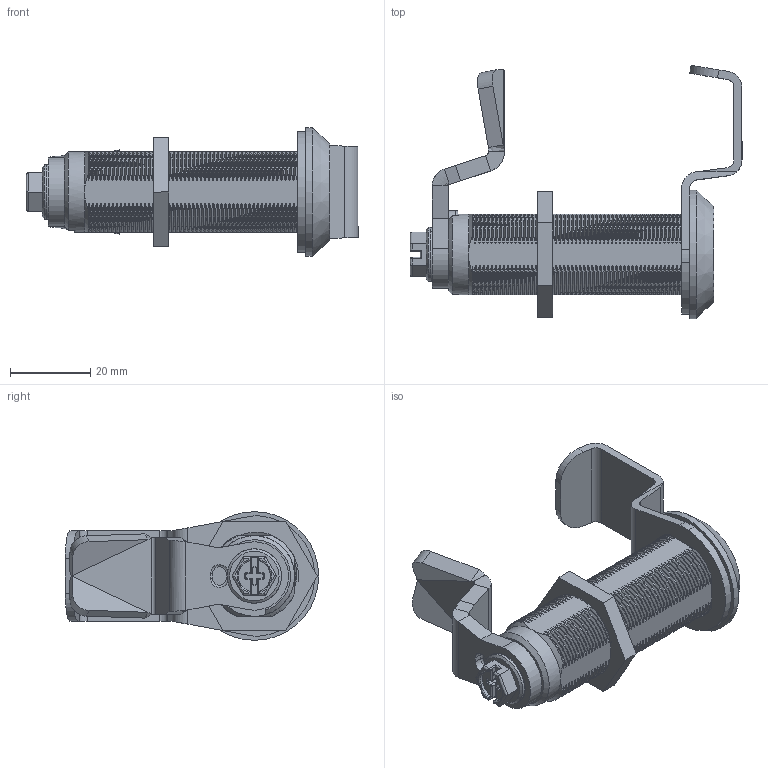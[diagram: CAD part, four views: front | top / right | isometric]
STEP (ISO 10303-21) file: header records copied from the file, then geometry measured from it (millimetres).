
FILE_DESCRIPTION(/* description */ (''),/* implementation_level */ '2;1');
FILE_NAME(/* name */ '53-020-0 v4.step',/* time_stamp */ '2020-08-27T15:35:53-04:00',/* author */ (''),/* organization */ (''),/* preprocessor_version */ 'ST-DEVELOPER v18.1',/* originating_system */ 'Autodesk Translation Framework v9.3.0.1241',/* authorisation */ '');
FILE_SCHEMA (('AUTOMOTIVE_DESIGN { 1 0 10303 214 3 1 1 }'));
Products named in the file (12): 53-020-0; 1000-367; DIN3771_5X1_5; 1000-277-21; 1000-U96_asm v1; 1000-175; 1000-03; 1000-U506_asm v1; 1000-362; 1000-02; 1000-112_prt v1; 1000-359_prt v1
Assembly tree (11 placements, depth 3):
  53-020-0
    1000-367
    DIN3771_5X1_5
    1000-277-21
    1000-U96_asm v1
      1000-175
      1000-03
    1000-U506_asm v1
      1000-362
      1000-02
    1000-112_prt v1
    1000-359_prt v1
Bounding box: 82.55 x 63 x 32 mm (x, y, z)
Volume: 28847.5 mm3; surface area: 25125 mm2
Topology: 9 solids, 9 shells, 1300 faces, 3675 edges, 2406 vertices
Faces by surface type: cylinder 586, bspline 456, plane 225, torus 16, cone 13, sphere 4
Full cylindrical faces by diameter (mm): 5.2 x1, 5.5 x1, 9.9 x2, 10 x1, 10.2 x1, 12 x1, 12.8 x2, 13.5 x1, 15.2 x1, 16 x2, 20 x1, 20.376 x1, 32 x1
Entity records: 63861 total; most frequent: CARTESIAN_POINT 34419, ORIENTED_EDGE 7350, DIRECTION 3996, EDGE_CURVE 3675, VERTEX_POINT 2406, B_SPLINE_CURVE_WITH_KNOTS 1785, LINE 1502, VECTOR 1502
